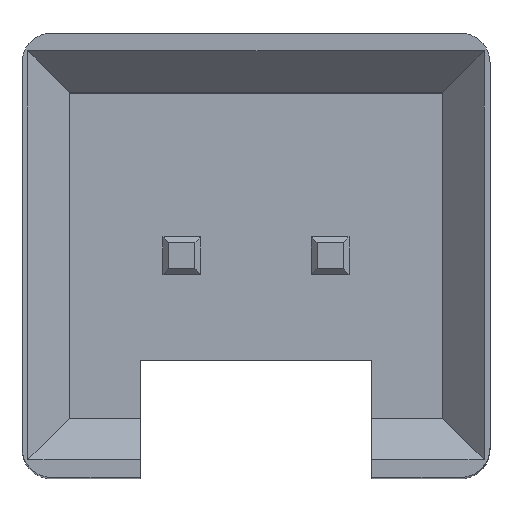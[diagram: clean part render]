
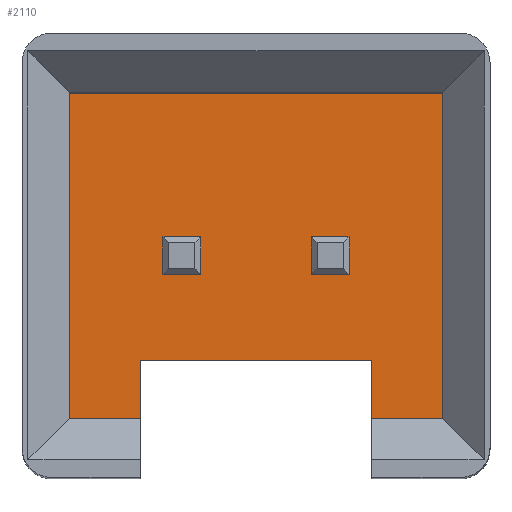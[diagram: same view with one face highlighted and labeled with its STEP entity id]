
A CAD part, top view. The second image highlights one B-rep face of the part: STEP entity #2110.
In plain terms, the highlighted planar face has unit normal (0, 0, 1).
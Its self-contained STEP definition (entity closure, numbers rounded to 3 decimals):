
#186 = PLANE('',#187);
#187 = AXIS2_PLACEMENT_3D('',#188,#189,#190);
#188 = CARTESIAN_POINT('',(-0.7,-1.75,14.));
#189 = DIRECTION('',(-1.,0.,0.));
#190 = DIRECTION('',(0.,-1.,0.));
#354 = PLANE('',#355);
#355 = AXIS2_PLACEMENT_3D('',#356,#357,#358);
#356 = CARTESIAN_POINT('',(3.2,-3.75,14.));
#357 = DIRECTION('',(1.,0.,0.));
#358 = DIRECTION('',(0.,1.,0.));
#1013 = VERTEX_POINT('',#1014);
#1014 = CARTESIAN_POINT('',(3.2,-1.75,3.));
#1028 = PLANE('',#1029);
#1029 = AXIS2_PLACEMENT_3D('',#1030,#1031,#1032);
#1030 = CARTESIAN_POINT('',(3.2,-1.75,14.));
#1031 = DIRECTION('',(0.,1.,0.));
#1032 = DIRECTION('',(-1.,0.,0.));
#1040 = EDGE_CURVE('',#1041,#1013,#1043,.T.);
#1041 = VERTEX_POINT('',#1042);
#1042 = CARTESIAN_POINT('',(3.2,-2.75,3.));
#1043 = SURFACE_CURVE('',#1044,(#1048,#1054),.PCURVE_S1.);
#1044 = LINE('',#1045,#1046);
#1045 = CARTESIAN_POINT('',(3.2,-1.875,3.));
#1046 = VECTOR('',#1047,1.);
#1047 = DIRECTION('',(0.,1.,0.));
#1048 = PCURVE('',#354,#1049);
#1049 = DEFINITIONAL_REPRESENTATION('',(#1050),#1053);
#1050 = B_SPLINE_CURVE_WITH_KNOTS('',1,(#1051,#1052),.UNSPECIFIED.,.F.,
.F.,(2,2),(-1.425,0.325),.PIECEWISE_BEZIER_KNOTS.);
#1051 = CARTESIAN_POINT('',(0.45,-11.));
#1052 = CARTESIAN_POINT('',(2.2,-11.));
#1053 = ( GEOMETRIC_REPRESENTATION_CONTEXT(2)
PARAMETRIC_REPRESENTATION_CONTEXT() REPRESENTATION_CONTEXT('2D SPACE',''
) );
#1054 = PCURVE('',#1055,#1060);
#1055 = PLANE('',#1056);
#1056 = AXIS2_PLACEMENT_3D('',#1057,#1058,#1059);
#1057 = CARTESIAN_POINT('',(1.25,0.,3.));
#1058 = DIRECTION('',(0.,0.,1.));
#1059 = DIRECTION('',(1.,0.,0.));
#1060 = DEFINITIONAL_REPRESENTATION('',(#1061),#1064);
#1061 = B_SPLINE_CURVE_WITH_KNOTS('',1,(#1062,#1063),.UNSPECIFIED.,.F.,
.F.,(2,2),(-1.425,0.325),.PIECEWISE_BEZIER_KNOTS.);
#1062 = CARTESIAN_POINT('',(1.95,-3.3));
#1063 = CARTESIAN_POINT('',(1.95,-1.55));
#1064 = ( GEOMETRIC_REPRESENTATION_CONTEXT(2)
PARAMETRIC_REPRESENTATION_CONTEXT() REPRESENTATION_CONTEXT('2D SPACE',''
) );
#1081 = PLANE('',#1082);
#1082 = AXIS2_PLACEMENT_3D('',#1083,#1084,#1085);
#1083 = CARTESIAN_POINT('',(-1.9,-2.75,14.));
#1084 = DIRECTION('',(0.,-1.,0.));
#1085 = DIRECTION('',(1.,0.,0.));
#1202 = PLANE('',#1203);
#1203 = AXIS2_PLACEMENT_3D('',#1204,#1205,#1206);
#1204 = CARTESIAN_POINT('',(4.4,-2.75,14.));
#1205 = DIRECTION('',(1.,0.,0.));
#1206 = DIRECTION('',(0.,1.,0.));
#1256 = PLANE('',#1257);
#1257 = AXIS2_PLACEMENT_3D('',#1258,#1259,#1260);
#1258 = CARTESIAN_POINT('',(4.4,2.75,14.));
#1259 = DIRECTION('',(0.,1.,0.));
#1260 = DIRECTION('',(-1.,0.,0.));
#1310 = PLANE('',#1311);
#1311 = AXIS2_PLACEMENT_3D('',#1312,#1313,#1314);
#1312 = CARTESIAN_POINT('',(-1.9,2.75,14.));
#1313 = DIRECTION('',(-1.,0.,0.));
#1314 = DIRECTION('',(0.,-1.,0.));
#1362 = PLANE('',#1363);
#1363 = AXIS2_PLACEMENT_3D('',#1364,#1365,#1366);
#1364 = CARTESIAN_POINT('',(-1.9,-2.75,14.));
#1365 = DIRECTION('',(0.,-1.,0.));
#1366 = DIRECTION('',(1.,0.,0.));
#1377 = EDGE_CURVE('',#1378,#1380,#1382,.T.);
#1378 = VERTEX_POINT('',#1379);
#1379 = CARTESIAN_POINT('',(-0.7,-1.75,3.));
#1380 = VERTEX_POINT('',#1381);
#1381 = CARTESIAN_POINT('',(-0.7,-2.75,3.));
#1382 = SURFACE_CURVE('',#1383,(#1387,#1393),.PCURVE_S1.);
#1383 = LINE('',#1384,#1385);
#1384 = CARTESIAN_POINT('',(-0.7,-0.875,3.));
#1385 = VECTOR('',#1386,1.);
#1386 = DIRECTION('',(0.,-1.,0.));
#1387 = PCURVE('',#186,#1388);
#1388 = DEFINITIONAL_REPRESENTATION('',(#1389),#1392);
#1389 = B_SPLINE_CURVE_WITH_KNOTS('',1,(#1390,#1391),.UNSPECIFIED.,.F.,
.F.,(2,2),(0.675,2.425),.PIECEWISE_BEZIER_KNOTS.);
#1390 = CARTESIAN_POINT('',(-0.2,-11.));
#1391 = CARTESIAN_POINT('',(1.55,-11.));
#1392 = ( GEOMETRIC_REPRESENTATION_CONTEXT(2)
PARAMETRIC_REPRESENTATION_CONTEXT() REPRESENTATION_CONTEXT('2D SPACE',''
) );
#1393 = PCURVE('',#1055,#1394);
#1394 = DEFINITIONAL_REPRESENTATION('',(#1395),#1398);
#1395 = B_SPLINE_CURVE_WITH_KNOTS('',1,(#1396,#1397),.UNSPECIFIED.,.F.,
.F.,(2,2),(0.675,2.425),.PIECEWISE_BEZIER_KNOTS.);
#1396 = CARTESIAN_POINT('',(-1.95,-1.55));
#1397 = CARTESIAN_POINT('',(-1.95,-3.3));
#1398 = ( GEOMETRIC_REPRESENTATION_CONTEXT(2)
PARAMETRIC_REPRESENTATION_CONTEXT() REPRESENTATION_CONTEXT('2D SPACE',''
) );
#2036 = EDGE_CURVE('',#1041,#2037,#2039,.T.);
#2037 = VERTEX_POINT('',#2038);
#2038 = CARTESIAN_POINT('',(4.4,-2.75,3.));
#2039 = SURFACE_CURVE('',#2040,(#2044,#2051),.PCURVE_S1.);
#2040 = LINE('',#2041,#2042);
#2041 = CARTESIAN_POINT('',(-1.9,-2.75,3.));
#2042 = VECTOR('',#2043,1.);
#2043 = DIRECTION('',(1.,0.,0.));
#2044 = PCURVE('',#1081,#2045);
#2045 = DEFINITIONAL_REPRESENTATION('',(#2046),#2050);
#2046 = LINE('',#2047,#2048);
#2047 = CARTESIAN_POINT('',(0.,-11.));
#2048 = VECTOR('',#2049,1.);
#2049 = DIRECTION('',(1.,0.));
#2050 = ( GEOMETRIC_REPRESENTATION_CONTEXT(2)
PARAMETRIC_REPRESENTATION_CONTEXT() REPRESENTATION_CONTEXT('2D SPACE',''
) );
#2051 = PCURVE('',#1055,#2052);
#2052 = DEFINITIONAL_REPRESENTATION('',(#2053),#2057);
#2053 = LINE('',#2054,#2055);
#2054 = CARTESIAN_POINT('',(-3.15,-2.75));
#2055 = VECTOR('',#2056,1.);
#2056 = DIRECTION('',(1.,0.));
#2057 = ( GEOMETRIC_REPRESENTATION_CONTEXT(2)
PARAMETRIC_REPRESENTATION_CONTEXT() REPRESENTATION_CONTEXT('2D SPACE',''
) );
#2083 = EDGE_CURVE('',#1013,#1378,#2084,.T.);
#2084 = SURFACE_CURVE('',#2085,(#2089,#2095),.PCURVE_S1.);
#2085 = LINE('',#2086,#2087);
#2086 = CARTESIAN_POINT('',(2.225,-1.75,3.));
#2087 = VECTOR('',#2088,1.);
#2088 = DIRECTION('',(-1.,0.,0.));
#2089 = PCURVE('',#1028,#2090);
#2090 = DEFINITIONAL_REPRESENTATION('',(#2091),#2094);
#2091 = B_SPLINE_CURVE_WITH_KNOTS('',1,(#2092,#2093),.UNSPECIFIED.,.F.,
.F.,(2,2),(-1.365,3.315),.PIECEWISE_BEZIER_KNOTS.);
#2092 = CARTESIAN_POINT('',(-0.39,-11.));
#2093 = CARTESIAN_POINT('',(4.29,-11.));
#2094 = ( GEOMETRIC_REPRESENTATION_CONTEXT(2)
PARAMETRIC_REPRESENTATION_CONTEXT() REPRESENTATION_CONTEXT('2D SPACE',''
) );
#2095 = PCURVE('',#1055,#2096);
#2096 = DEFINITIONAL_REPRESENTATION('',(#2097),#2100);
#2097 = B_SPLINE_CURVE_WITH_KNOTS('',1,(#2098,#2099),.UNSPECIFIED.,.F.,
.F.,(2,2),(-1.365,3.315),.PIECEWISE_BEZIER_KNOTS.);
#2098 = CARTESIAN_POINT('',(2.34,-1.75));
#2099 = CARTESIAN_POINT('',(-2.34,-1.75));
#2100 = ( GEOMETRIC_REPRESENTATION_CONTEXT(2)
PARAMETRIC_REPRESENTATION_CONTEXT() REPRESENTATION_CONTEXT('2D SPACE',''
) );
#2110 = ADVANCED_FACE('',(#2111),#1055,.T.);
#2111 = FACE_BOUND('',#2112,.T.);
#2112 = EDGE_LOOP('',(#2113,#2138,#2159,#2160,#2161,#2162,#2163,#2186));
#2113 = ORIENTED_EDGE('',*,*,#2114,.T.);
#2114 = EDGE_CURVE('',#2115,#2117,#2119,.T.);
#2115 = VERTEX_POINT('',#2116);
#2116 = CARTESIAN_POINT('',(-1.9,2.75,3.));
#2117 = VERTEX_POINT('',#2118);
#2118 = CARTESIAN_POINT('',(-1.9,-2.75,3.));
#2119 = SURFACE_CURVE('',#2120,(#2124,#2131),.PCURVE_S1.);
#2120 = LINE('',#2121,#2122);
#2121 = CARTESIAN_POINT('',(-1.9,2.75,3.));
#2122 = VECTOR('',#2123,1.);
#2123 = DIRECTION('',(0.,-1.,0.));
#2124 = PCURVE('',#1055,#2125);
#2125 = DEFINITIONAL_REPRESENTATION('',(#2126),#2130);
#2126 = LINE('',#2127,#2128);
#2127 = CARTESIAN_POINT('',(-3.15,2.75));
#2128 = VECTOR('',#2129,1.);
#2129 = DIRECTION('',(0.,-1.));
#2130 = ( GEOMETRIC_REPRESENTATION_CONTEXT(2)
PARAMETRIC_REPRESENTATION_CONTEXT() REPRESENTATION_CONTEXT('2D SPACE',''
) );
#2131 = PCURVE('',#1310,#2132);
#2132 = DEFINITIONAL_REPRESENTATION('',(#2133),#2137);
#2133 = LINE('',#2134,#2135);
#2134 = CARTESIAN_POINT('',(0.,-11.));
#2135 = VECTOR('',#2136,1.);
#2136 = DIRECTION('',(1.,0.));
#2137 = ( GEOMETRIC_REPRESENTATION_CONTEXT(2)
PARAMETRIC_REPRESENTATION_CONTEXT() REPRESENTATION_CONTEXT('2D SPACE',''
) );
#2138 = ORIENTED_EDGE('',*,*,#2139,.T.);
#2139 = EDGE_CURVE('',#2117,#1380,#2140,.T.);
#2140 = SURFACE_CURVE('',#2141,(#2145,#2152),.PCURVE_S1.);
#2141 = LINE('',#2142,#2143);
#2142 = CARTESIAN_POINT('',(-1.9,-2.75,3.));
#2143 = VECTOR('',#2144,1.);
#2144 = DIRECTION('',(1.,0.,0.));
#2145 = PCURVE('',#1055,#2146);
#2146 = DEFINITIONAL_REPRESENTATION('',(#2147),#2151);
#2147 = LINE('',#2148,#2149);
#2148 = CARTESIAN_POINT('',(-3.15,-2.75));
#2149 = VECTOR('',#2150,1.);
#2150 = DIRECTION('',(1.,0.));
#2151 = ( GEOMETRIC_REPRESENTATION_CONTEXT(2)
PARAMETRIC_REPRESENTATION_CONTEXT() REPRESENTATION_CONTEXT('2D SPACE',''
) );
#2152 = PCURVE('',#1362,#2153);
#2153 = DEFINITIONAL_REPRESENTATION('',(#2154),#2158);
#2154 = LINE('',#2155,#2156);
#2155 = CARTESIAN_POINT('',(0.,-11.));
#2156 = VECTOR('',#2157,1.);
#2157 = DIRECTION('',(1.,0.));
#2158 = ( GEOMETRIC_REPRESENTATION_CONTEXT(2)
PARAMETRIC_REPRESENTATION_CONTEXT() REPRESENTATION_CONTEXT('2D SPACE',''
) );
#2159 = ORIENTED_EDGE('',*,*,#1377,.F.);
#2160 = ORIENTED_EDGE('',*,*,#2083,.F.);
#2161 = ORIENTED_EDGE('',*,*,#1040,.F.);
#2162 = ORIENTED_EDGE('',*,*,#2036,.T.);
#2163 = ORIENTED_EDGE('',*,*,#2164,.T.);
#2164 = EDGE_CURVE('',#2037,#2165,#2167,.T.);
#2165 = VERTEX_POINT('',#2166);
#2166 = CARTESIAN_POINT('',(4.4,2.75,3.));
#2167 = SURFACE_CURVE('',#2168,(#2172,#2179),.PCURVE_S1.);
#2168 = LINE('',#2169,#2170);
#2169 = CARTESIAN_POINT('',(4.4,-2.75,3.));
#2170 = VECTOR('',#2171,1.);
#2171 = DIRECTION('',(0.,1.,0.));
#2172 = PCURVE('',#1055,#2173);
#2173 = DEFINITIONAL_REPRESENTATION('',(#2174),#2178);
#2174 = LINE('',#2175,#2176);
#2175 = CARTESIAN_POINT('',(3.15,-2.75));
#2176 = VECTOR('',#2177,1.);
#2177 = DIRECTION('',(0.,1.));
#2178 = ( GEOMETRIC_REPRESENTATION_CONTEXT(2)
PARAMETRIC_REPRESENTATION_CONTEXT() REPRESENTATION_CONTEXT('2D SPACE',''
) );
#2179 = PCURVE('',#1202,#2180);
#2180 = DEFINITIONAL_REPRESENTATION('',(#2181),#2185);
#2181 = LINE('',#2182,#2183);
#2182 = CARTESIAN_POINT('',(0.,-11.));
#2183 = VECTOR('',#2184,1.);
#2184 = DIRECTION('',(1.,0.));
#2185 = ( GEOMETRIC_REPRESENTATION_CONTEXT(2)
PARAMETRIC_REPRESENTATION_CONTEXT() REPRESENTATION_CONTEXT('2D SPACE',''
) );
#2186 = ORIENTED_EDGE('',*,*,#2187,.T.);
#2187 = EDGE_CURVE('',#2165,#2115,#2188,.T.);
#2188 = SURFACE_CURVE('',#2189,(#2193,#2200),.PCURVE_S1.);
#2189 = LINE('',#2190,#2191);
#2190 = CARTESIAN_POINT('',(4.4,2.75,3.));
#2191 = VECTOR('',#2192,1.);
#2192 = DIRECTION('',(-1.,0.,0.));
#2193 = PCURVE('',#1055,#2194);
#2194 = DEFINITIONAL_REPRESENTATION('',(#2195),#2199);
#2195 = LINE('',#2196,#2197);
#2196 = CARTESIAN_POINT('',(3.15,2.75));
#2197 = VECTOR('',#2198,1.);
#2198 = DIRECTION('',(-1.,0.));
#2199 = ( GEOMETRIC_REPRESENTATION_CONTEXT(2)
PARAMETRIC_REPRESENTATION_CONTEXT() REPRESENTATION_CONTEXT('2D SPACE',''
) );
#2200 = PCURVE('',#1256,#2201);
#2201 = DEFINITIONAL_REPRESENTATION('',(#2202),#2206);
#2202 = LINE('',#2203,#2204);
#2203 = CARTESIAN_POINT('',(0.,-11.));
#2204 = VECTOR('',#2205,1.);
#2205 = DIRECTION('',(1.,0.));
#2206 = ( GEOMETRIC_REPRESENTATION_CONTEXT(2)
PARAMETRIC_REPRESENTATION_CONTEXT() REPRESENTATION_CONTEXT('2D SPACE',''
) );
